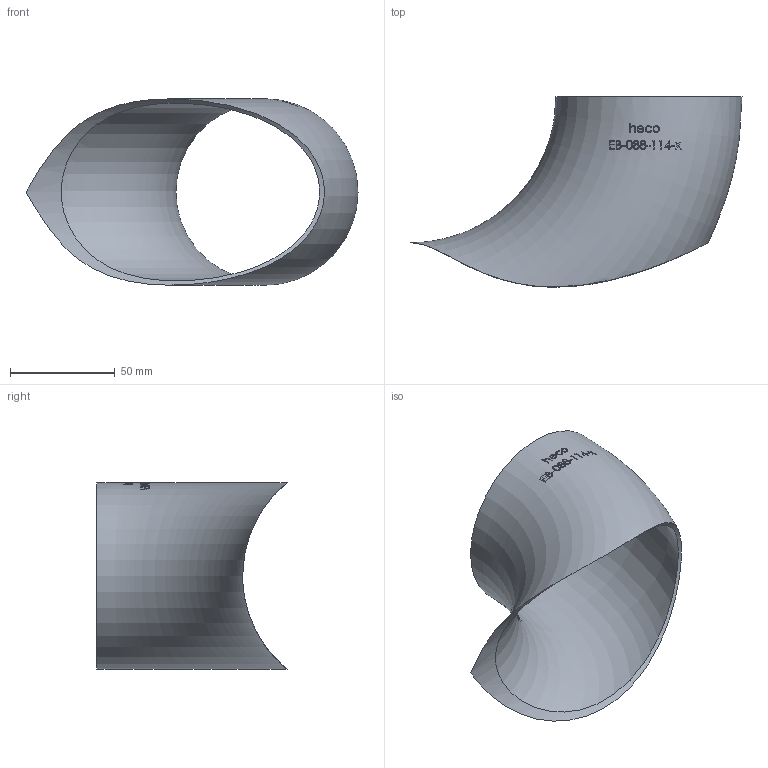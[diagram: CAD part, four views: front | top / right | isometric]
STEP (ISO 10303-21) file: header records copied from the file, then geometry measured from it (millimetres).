
FILE_DESCRIPTION (( 'STEP AP214' ), '1' );
FILE_NAME ('EB-088-114-x Einschweißbogen 1901.STEP', '2019-01-11T09:17:42', ( '' ), ( '' ), 'SwSTEP 2.0', 'SolidWorks 2016', '' );
FILE_SCHEMA (( 'AUTOMOTIVE_DESIGN' ));
Length unit declared in the file: millimetre
Products named in the file (1): EB-088-114-x Einschweißbogen 1901
Bounding box: 158.45 x 90.78 x 88.91 mm (x, y, z)
Volume: 51056.5 mm3; surface area: 53330.9 mm2
Topology: 1 solids, 1 shells, 201 faces, 527 edges, 352 vertices
Faces by surface type: bspline 87, plane 84, torus 29, cylinder 1
Entity records: 11692 total; most frequent: CARTESIAN_POINT 5660, ORIENTED_EDGE 1028, EDGE_CURVE 514, DIRECTION 402, VERTEX_POINT 344, B_SPLINE_CURVE_WITH_KNOTS 342, EDGE_LOOP 230, FACE_OUTER_BOUND 202
